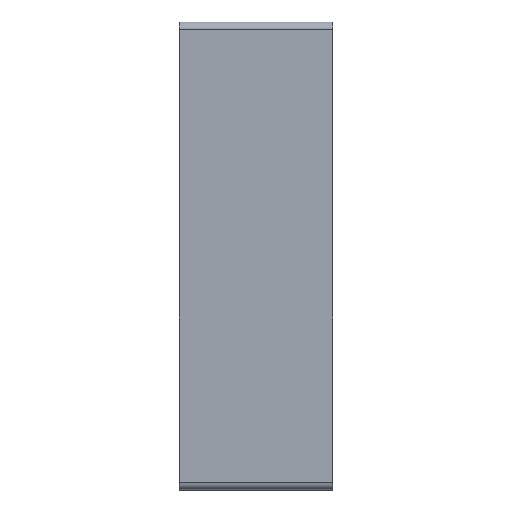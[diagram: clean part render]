
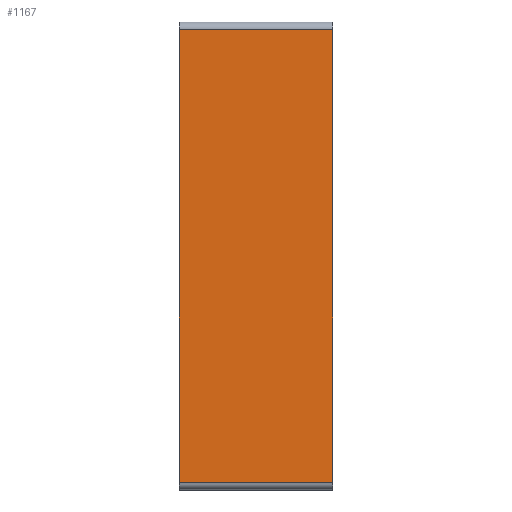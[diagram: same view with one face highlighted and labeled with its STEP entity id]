
A CAD part, top view. The second image highlights one B-rep face of the part: STEP entity #1167.
In plain terms, the highlighted planar face has unit normal (0, 0, 1).
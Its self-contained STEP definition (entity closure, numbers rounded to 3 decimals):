
#1149=AXIS2_PLACEMENT_3D('Plane Axis2P3D',#1146,#1147,#1148) ;
#960=CARTESIAN_POINT('Line Origine',(5.95,0.6,11.03)) ;
#964=CARTESIAN_POINT('Vertex',(0.,0.6,11.03)) ;
#966=CARTESIAN_POINT('Vertex',(11.9,0.6,11.03)) ;
#1124=CARTESIAN_POINT('Vertex',(0.,35.6,11.03)) ;
#1127=CARTESIAN_POINT('Line Origine',(5.95,35.6,11.03)) ;
#1131=CARTESIAN_POINT('Vertex',(11.9,35.6,11.03)) ;
#1146=CARTESIAN_POINT('Axis2P3D Location',(5.95,35.6,11.03)) ;
#1151=CARTESIAN_POINT('Line Origine',(0.,18.1,11.03)) ;
#1156=CARTESIAN_POINT('Line Origine',(11.9,18.1,11.03)) ;
#961=DIRECTION('Vector Direction',(1.,0.,0.)) ;
#1128=DIRECTION('Vector Direction',(1.,0.,0.)) ;
#1147=DIRECTION('Axis2P3D Direction',(0.,0.,1.)) ;
#1148=DIRECTION('Axis2P3D XDirection',(0.,-1.,0.)) ;
#1152=DIRECTION('Vector Direction',(0.,-1.,0.)) ;
#1157=DIRECTION('Vector Direction',(0.,-1.,0.)) ;
#962=VECTOR('Line Direction',#961,1.) ;
#1129=VECTOR('Line Direction',#1128,1.) ;
#1153=VECTOR('Line Direction',#1152,1.) ;
#1158=VECTOR('Line Direction',#1157,1.) ;
#1162=ORIENTED_EDGE('',*,*,#1133,.F.) ;
#1163=ORIENTED_EDGE('',*,*,#1155,.T.) ;
#1164=ORIENTED_EDGE('',*,*,#968,.T.) ;
#1165=ORIENTED_EDGE('',*,*,#1160,.F.) ;
#1167=ADVANCED_FACE('S3D gedreht',(#1166),#1150,.T.) ;
#968=EDGE_CURVE('',#965,#967,#963,.T.) ;
#1133=EDGE_CURVE('',#1125,#1132,#1130,.T.) ;
#1155=EDGE_CURVE('',#1125,#965,#1154,.T.) ;
#1160=EDGE_CURVE('',#1132,#967,#1159,.T.) ;
#1161=EDGE_LOOP('',(#1162,#1163,#1164,#1165)) ;
#1166=FACE_OUTER_BOUND('',#1161,.T.) ;
#963=LINE('Line',#960,#962) ;
#1130=LINE('Line',#1127,#1129) ;
#1154=LINE('Line',#1151,#1153) ;
#1159=LINE('Line',#1156,#1158) ;
#1150=PLANE('',#1149) ;
#965=VERTEX_POINT('',#964) ;
#967=VERTEX_POINT('',#966) ;
#1125=VERTEX_POINT('',#1124) ;
#1132=VERTEX_POINT('',#1131) ;
